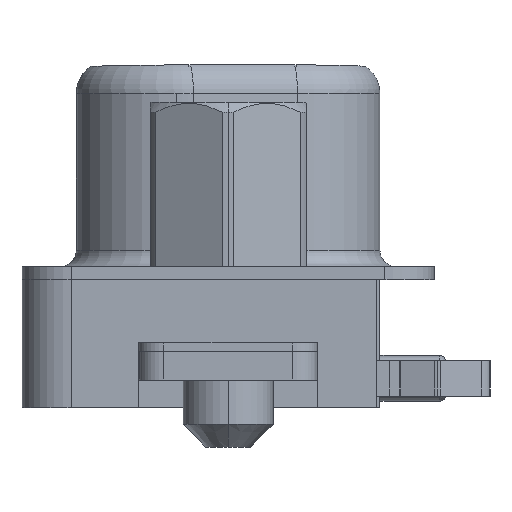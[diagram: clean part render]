
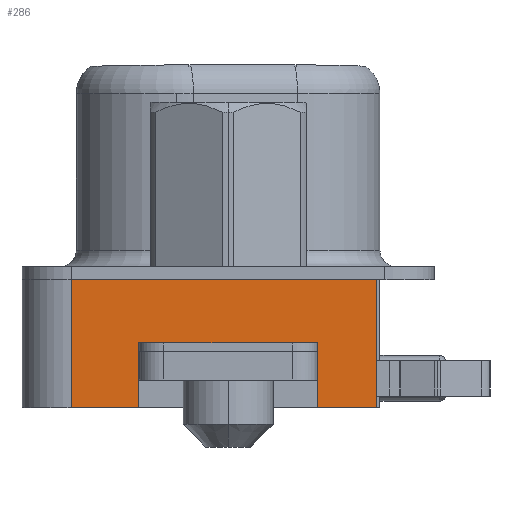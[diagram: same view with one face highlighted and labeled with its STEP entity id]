
A CAD part, left-side view. The second image highlights one B-rep face of the part: STEP entity #286.
In plain terms, the highlighted planar face has unit normal (-1, 0, 0).
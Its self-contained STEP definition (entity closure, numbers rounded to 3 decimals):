
#286 = ADVANCED_FACE ( 'NONE', ( #5767 ), #6614, .F. ) ;
#1616 = ORIENTED_EDGE ( 'NONE', *, *, #2028, .F. ) ;
#1617 = ORIENTED_EDGE ( 'NONE', *, *, #2303, .T. ) ;
#1618 = ORIENTED_EDGE ( 'NONE', *, *, #2144, .F. ) ;
#1619 = ORIENTED_EDGE ( 'NONE', *, *, #2302, .T. ) ;
#1620 = ORIENTED_EDGE ( 'NONE', *, *, #2182, .T. ) ;
#1621 = ORIENTED_EDGE ( 'NONE', *, *, #2304, .F. ) ;
#1622 = ORIENTED_EDGE ( 'NONE', *, *, #2127, .F. ) ;
#1623 = ORIENTED_EDGE ( 'NONE', *, *, #2009, .F. ) ;
#2009 = EDGE_CURVE ( 'NONE', #3994, #3992, #7672, .T. ) ;
#2028 = EDGE_CURVE ( 'NONE', #3979, #3994, #7708, .T. ) ;
#2127 = EDGE_CURVE ( 'NONE', #3992, #3891, #7899, .T. ) ;
#2144 = EDGE_CURVE ( 'NONE', #3876, #3884, #7930, .T. ) ;
#2182 = EDGE_CURVE ( 'NONE', #3855, #3856, #7987, .T. ) ;
#2302 = EDGE_CURVE ( 'NONE', #3876, #3855, #8165, .T. ) ;
#2303 = EDGE_CURVE ( 'NONE', #3979, #3884, #8167, .T. ) ;
#2304 = EDGE_CURVE ( 'NONE', #3891, #3856, #8169, .T. ) ;
#3163 = EDGE_LOOP ( 'NONE', ( #1616, #1617, #1618, #1619, #1620, #1621, #1622, #1623 ) ) ;
#3855 = VERTEX_POINT ( 'NONE', #11613 ) ;
#3856 = VERTEX_POINT ( 'NONE', #11614 ) ;
#3876 = VERTEX_POINT ( 'NONE', #11634 ) ;
#3884 = VERTEX_POINT ( 'NONE', #11642 ) ;
#3891 = VERTEX_POINT ( 'NONE', #11649 ) ;
#3979 = VERTEX_POINT ( 'NONE', #11737 ) ;
#3992 = VERTEX_POINT ( 'NONE', #11750 ) ;
#3994 = VERTEX_POINT ( 'NONE', #11752 ) ;
#5108 = AXIS2_PLACEMENT_3D ( 'NONE', #6627, #6628, #6629 ) ;
#5767 = FACE_OUTER_BOUND ( 'NONE', #3163, .T. ) ;
#6614 = PLANE ( 'NONE',  #5108 ) ;
#6627 = CARTESIAN_POINT ( 'NONE',  ( -15.404, 4.775, -4.3 ) ) ;
#6628 = DIRECTION ( 'NONE',  ( 1., 0., 0. ) ) ;
#6629 = DIRECTION ( 'NONE',  ( 0., 1., 0. ) ) ;
#7672 = LINE ( 'NONE', #9094, #7677 ) ;
#7677 = VECTOR ( 'NONE', #9100, 1000. ) ;
#7708 = LINE ( 'NONE', #9142, #7711 ) ;
#7711 = VECTOR ( 'NONE', #9143, 1000. ) ;
#7899 = LINE ( 'NONE', #9347, #7902 ) ;
#7902 = VECTOR ( 'NONE', #9348, 1000. ) ;
#7930 = LINE ( 'NONE', #9377, #7935 ) ;
#7935 = VECTOR ( 'NONE', #9382, 1000. ) ;
#7987 = LINE ( 'NONE', #9476, #7991 ) ;
#7991 = VECTOR ( 'NONE', #9473, 1000. ) ;
#8165 = LINE ( 'NONE', #9805, #8168 ) ;
#8167 = LINE ( 'NONE', #9807, #8170 ) ;
#8168 = VECTOR ( 'NONE', #9806, 1000. ) ;
#8169 = LINE ( 'NONE', #9809, #8172 ) ;
#8170 = VECTOR ( 'NONE', #9808, 1000. ) ;
#8172 = VECTOR ( 'NONE', #9810, 1000. ) ;
#9094 = CARTESIAN_POINT ( 'NONE',  ( -15.404, 2.725, -2.32 ) ) ;
#9100 = DIRECTION ( 'NONE',  ( 0., 0., -1. ) ) ;
#9142 = CARTESIAN_POINT ( 'NONE',  ( -15.404, -2.725, -2.32 ) ) ;
#9143 = DIRECTION ( 'NONE',  ( 0., 1., 0. ) ) ;
#9347 = CARTESIAN_POINT ( 'NONE',  ( -15.404, 4.775, -4.3 ) ) ;
#9348 = DIRECTION ( 'NONE',  ( 0., 1., 0. ) ) ;
#9377 = CARTESIAN_POINT ( 'NONE',  ( -15.404, 4.775, -4.3 ) ) ;
#9382 = DIRECTION ( 'NONE',  ( 0., 1., 0. ) ) ;
#9473 = DIRECTION ( 'NONE',  ( 0., 1., 0. ) ) ;
#9476 = CARTESIAN_POINT ( 'NONE',  ( -15.404, 4.775, -0.4 ) ) ;
#9805 = CARTESIAN_POINT ( 'NONE',  ( -15.404, -4.525, -4.3 ) ) ;
#9806 = DIRECTION ( 'NONE',  ( 0., 0., 1. ) ) ;
#9807 = CARTESIAN_POINT ( 'NONE',  ( -15.404, -2.725, -2.32 ) ) ;
#9808 = DIRECTION ( 'NONE',  ( 0., 0., -1. ) ) ;
#9809 = CARTESIAN_POINT ( 'NONE',  ( -15.404, 4.775, -4.3 ) ) ;
#9810 = DIRECTION ( 'NONE',  ( 0., 0., 1. ) ) ;
#11613 = CARTESIAN_POINT ( 'NONE',  ( -15.404, -4.525, -0.4 ) ) ;
#11614 = CARTESIAN_POINT ( 'NONE',  ( -15.404, 4.775, -0.4 ) ) ;
#11634 = CARTESIAN_POINT ( 'NONE',  ( -15.404, -4.525, -4.3 ) ) ;
#11642 = CARTESIAN_POINT ( 'NONE',  ( -15.404, -2.725, -4.3 ) ) ;
#11649 = CARTESIAN_POINT ( 'NONE',  ( -15.404, 4.775, -4.3 ) ) ;
#11737 = CARTESIAN_POINT ( 'NONE',  ( -15.404, -2.725, -2.32 ) ) ;
#11750 = CARTESIAN_POINT ( 'NONE',  ( -15.404, 2.725, -4.3 ) ) ;
#11752 = CARTESIAN_POINT ( 'NONE',  ( -15.404, 2.725, -2.32 ) ) ;
